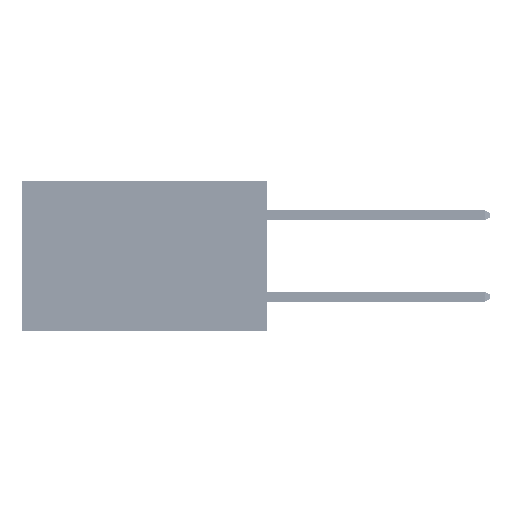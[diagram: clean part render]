
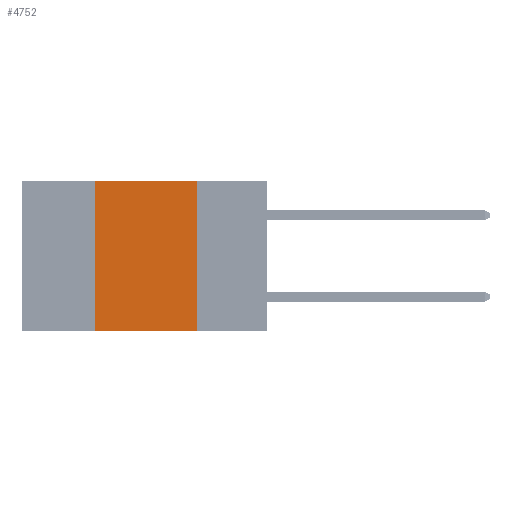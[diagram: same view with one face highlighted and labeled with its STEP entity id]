
A CAD part, left-side view. The second image highlights one B-rep face of the part: STEP entity #4752.
In plain terms, the highlighted planar face has unit normal (-1, 0, 0).
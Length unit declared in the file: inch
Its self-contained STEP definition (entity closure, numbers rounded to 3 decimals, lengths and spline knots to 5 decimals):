
#64 = EDGE_CURVE ( 'NONE', #22403, #36317, #19857, .T. ) ;
#570 = ORIENTED_EDGE ( 'NONE', *, *, #64, .F. ) ;
#1605 = VERTEX_POINT ( 'NONE', #47737 ) ;
#3574 = ORIENTED_EDGE ( 'NONE', *, *, #9951, .F. ) ;
#3606 = CARTESIAN_POINT ( 'NONE',  ( 0., 0.6, 0. ) ) ;
#3929 = VECTOR ( 'NONE', #34526, 39.37008 ) ;
#4752 = ADVANCED_FACE ( 'NONE', ( #44107 ), #17364, .F. ) ;
#7003 = DIRECTION ( 'NONE',  ( 0., -1., 0. ) ) ;
#9951 = EDGE_CURVE ( 'NONE', #1605, #22403, #22378, .T. ) ;
#11718 = EDGE_CURVE ( 'NONE', #13199, #1605, #22185, .T. ) ;
#13199 = VERTEX_POINT ( 'NONE', #15393 ) ;
#15393 = CARTESIAN_POINT ( 'NONE',  ( 0., 0.42, -0.37 ) ) ;
#17169 = CARTESIAN_POINT ( 'NONE',  ( 0., 0.17, 0. ) ) ;
#17364 = PLANE ( 'NONE',  #30184 ) ;
#17555 = DIRECTION ( 'NONE',  ( 0., 0., -1. ) ) ;
#19857 = LINE ( 'NONE', #17169, #49357 ) ;
#22185 = LINE ( 'NONE', #46236, #3929 ) ;
#22378 = LINE ( 'NONE', #3606, #31828 ) ;
#22403 = VERTEX_POINT ( 'NONE', #41945 ) ;
#25148 = ORIENTED_EDGE ( 'NONE', *, *, #33359, .T. ) ;
#25684 = VECTOR ( 'NONE', #48915, 39.37008 ) ;
#30184 = AXIS2_PLACEMENT_3D ( 'NONE', #33741, #49486, #17555 ) ;
#31828 = VECTOR ( 'NONE', #7003, 39.37008 ) ;
#31990 = LINE ( 'NONE', #45071, #25684 ) ;
#33019 = DIRECTION ( 'NONE',  ( 0., 0., -1. ) ) ;
#33359 = EDGE_CURVE ( 'NONE', #13199, #36317, #31990, .T. ) ;
#33741 = CARTESIAN_POINT ( 'NONE',  ( 0., 0.6, 0. ) ) ;
#34526 = DIRECTION ( 'NONE',  ( 0., 0., 1. ) ) ;
#36317 = VERTEX_POINT ( 'NONE', #43364 ) ;
#40659 = ORIENTED_EDGE ( 'NONE', *, *, #11718, .F. ) ;
#41945 = CARTESIAN_POINT ( 'NONE',  ( 0., 0.17, 0. ) ) ;
#43364 = CARTESIAN_POINT ( 'NONE',  ( 0., 0.17, -0.37 ) ) ;
#44107 = FACE_OUTER_BOUND ( 'NONE', #48018, .T. ) ;
#45071 = CARTESIAN_POINT ( 'NONE',  ( 0., 0.6, -0.37 ) ) ;
#46236 = CARTESIAN_POINT ( 'NONE',  ( 0., 0.42, 0. ) ) ;
#47737 = CARTESIAN_POINT ( 'NONE',  ( 0., 0.42, 0. ) ) ;
#48018 = EDGE_LOOP ( 'NONE', ( #570, #3574, #40659, #25148 ) ) ;
#48915 = DIRECTION ( 'NONE',  ( 0., -1., 0. ) ) ;
#49357 = VECTOR ( 'NONE', #33019, 39.37008 ) ;
#49486 = DIRECTION ( 'NONE',  ( 1., 0., 0. ) ) ;
